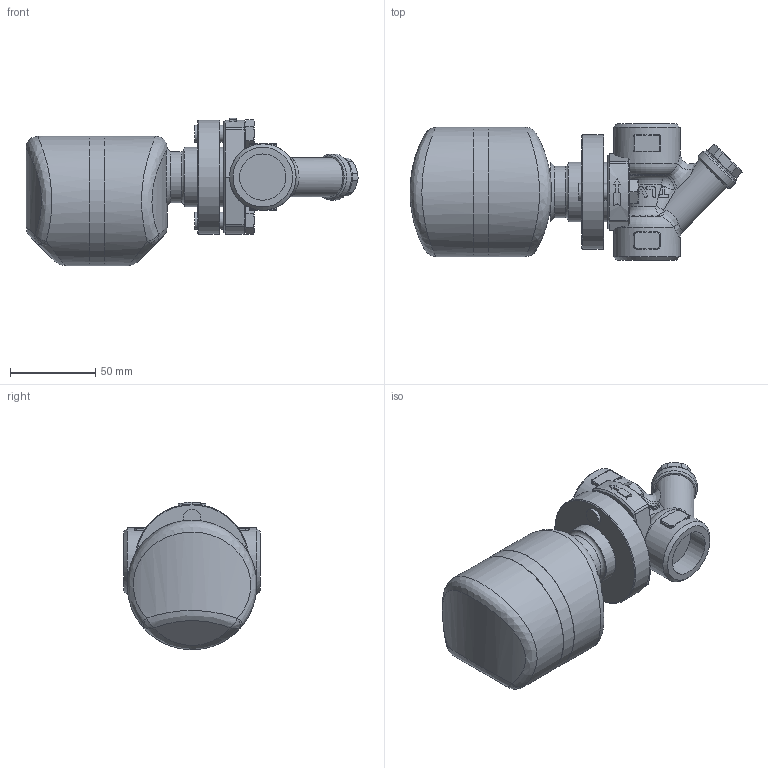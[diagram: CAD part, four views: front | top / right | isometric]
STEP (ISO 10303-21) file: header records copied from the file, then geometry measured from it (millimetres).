
FILE_DESCRIPTION(/* description */ (''),/* implementation_level */ '2;1');
FILE_NAME(/* name */ 'fs300-020-sw000-01.stp',/* time_stamp */ '2015-04-01T13:17:01+09:00',/* author */ ('nakaot'),/* organization */ (''),/* preprocessor_version */ 'ST-DEVELOPER v15.6',/* originating_system */ 'Autodesk Inventor 2015',/* authorisation */ '');
FILE_SCHEMA (('CONFIG_CONTROL_DESIGN'));
Length unit declared in the file: millimetre
Products named in the file (1): fs300-020-sw000-01
Bounding box: 194.87 x 80 x 86.5 mm (x, y, z)
Volume: 514667.7 mm3; surface area: 65455.5 mm2
Topology: 1 solids, 2 shells, 321 faces, 776 edges, 459 vertices
Faces by surface type: plane 115, cylinder 96, bspline 52, cone 37, torus 17, sphere 4
Full cylindrical faces by diameter (mm): 10 x4, 10.5 x1, 23 x1, 25 x1, 27 x1, 27.2 x2, 30 x1, 33 x1, 35 x3, 39 x2, 60 x2, 67 x1, 76 x3
Entity records: 11330 total; most frequent: CARTESIAN_POINT 4457, ORIENTED_EDGE 1420, DIRECTION 1387, EDGE_CURVE 709, AXIS2_PLACEMENT_3D 581, VERTEX_POINT 447, EDGE_LOOP 383, FACE_OUTER_BOUND 321
